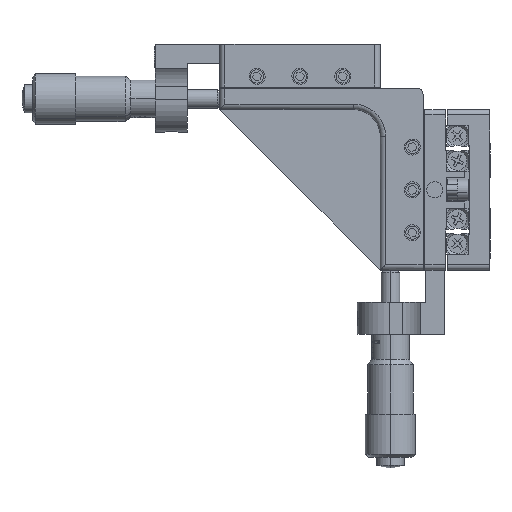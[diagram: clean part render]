
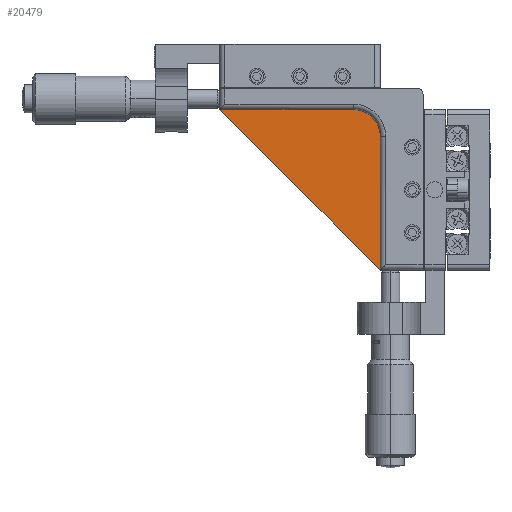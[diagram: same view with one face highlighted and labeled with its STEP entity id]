
A CAD part, left-side view. The second image highlights one B-rep face of the part: STEP entity #20479.
In plain terms, the highlighted planar face has unit normal (-1, 0, 0).
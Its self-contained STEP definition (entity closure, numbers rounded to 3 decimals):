
#759 = VERTEX_POINT ( 'NONE', #58119 ) ;
#1171 = LINE ( 'NONE', #32161, #41523 ) ;
#3756 = VERTEX_POINT ( 'NONE', #66703 ) ;
#5498 = LINE ( 'NONE', #54506, #56227 ) ;
#7050 = EDGE_CURVE ( 'NONE', #759, #3756, #1171, .T. ) ;
#7926 = CARTESIAN_POINT ( 'NONE',  ( -3., 25.5, 10. ) ) ;
#10560 = CARTESIAN_POINT ( 'NONE',  ( -3., 20.5, 10. ) ) ;
#11007 = LINE ( 'NONE', #63295, #59616 ) ;
#11093 = DIRECTION ( 'NONE',  ( -1., 0., 0. ) ) ;
#16338 = AXIS2_PLACEMENT_3D ( 'NONE', #7926, #80276, #72975 ) ;
#20479 = ADVANCED_FACE ( 'NONE', ( #39008 ), #83987, .T. ) ;
#29937 = CIRCLE ( 'NONE', #16338, 5. ) ;
#32161 = CARTESIAN_POINT ( 'NONE',  ( -3., 25.5, 15. ) ) ;
#34364 = EDGE_CURVE ( 'NONE', #52157, #58452, #11007, .T. ) ;
#34746 = AXIS2_PLACEMENT_3D ( 'NONE', #71200, #11093, #51569 ) ;
#37277 = EDGE_CURVE ( 'NONE', #58452, #759, #29937, .T. ) ;
#39008 = FACE_OUTER_BOUND ( 'NONE', #66951, .T. ) ;
#41523 = VECTOR ( 'NONE', #58426, 1000. ) ;
#51569 = DIRECTION ( 'NONE',  ( 0., 0., 1. ) ) ;
#52157 = VERTEX_POINT ( 'NONE', #57318 ) ;
#54506 = CARTESIAN_POINT ( 'NONE',  ( -3., 50.5, 15. ) ) ;
#55089 = DIRECTION ( 'NONE',  ( 0., -0.707, -0.707 ) ) ;
#56227 = VECTOR ( 'NONE', #55089, 1000. ) ;
#57318 = CARTESIAN_POINT ( 'NONE',  ( -3., 20.5, -15. ) ) ;
#58119 = CARTESIAN_POINT ( 'NONE',  ( -3., 25.5, 15. ) ) ;
#58426 = DIRECTION ( 'NONE',  ( 0., 1., 0. ) ) ;
#58452 = VERTEX_POINT ( 'NONE', #10560 ) ;
#58636 = ORIENTED_EDGE ( 'NONE', *, *, #34364, .T. ) ;
#58688 = ORIENTED_EDGE ( 'NONE', *, *, #77318, .T. ) ;
#58892 = ORIENTED_EDGE ( 'NONE', *, *, #7050, .T. ) ;
#59616 = VECTOR ( 'NONE', #63852, 1000. ) ;
#63295 = CARTESIAN_POINT ( 'NONE',  ( -3., 20.5, -15. ) ) ;
#63852 = DIRECTION ( 'NONE',  ( 0., 0., 1. ) ) ;
#66703 = CARTESIAN_POINT ( 'NONE',  ( -3., 50.5, 15. ) ) ;
#66951 = EDGE_LOOP ( 'NONE', ( #58688, #58636, #79975, #58892 ) ) ;
#71200 = CARTESIAN_POINT ( 'NONE',  ( -3., 25.5, 10. ) ) ;
#72975 = DIRECTION ( 'NONE',  ( 0., 0., 1. ) ) ;
#77318 = EDGE_CURVE ( 'NONE', #3756, #52157, #5498, .T. ) ;
#79975 = ORIENTED_EDGE ( 'NONE', *, *, #37277, .T. ) ;
#80276 = DIRECTION ( 'NONE',  ( -1., 0., 0. ) ) ;
#83987 = PLANE ( 'NONE',  #34746 ) ;
